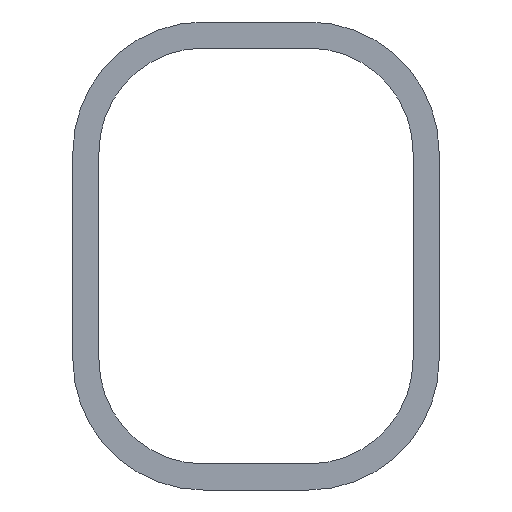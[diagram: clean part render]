
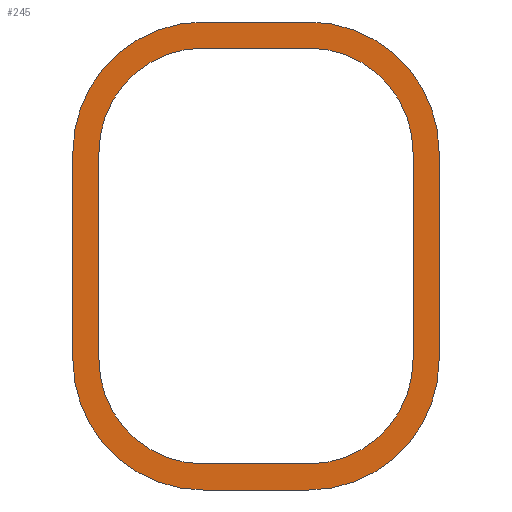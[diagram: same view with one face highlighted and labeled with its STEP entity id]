
A CAD part, front view. The second image highlights one B-rep face of the part: STEP entity #245.
In plain terms, the highlighted planar face has unit normal (0, -1, 0).
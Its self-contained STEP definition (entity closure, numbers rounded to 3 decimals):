
#84=CARTESIAN_POINT('',(70.25,-3.0,-39.75));
#85=VERTEX_POINT('',#84);
#92=CARTESIAN_POINT('',(20.25,-3.0,-89.75));
#93=VERTEX_POINT('',#92);
#94=CARTESIAN_POINT('',(20.25,-3.0,-39.75));
#95=DIRECTION('',(0.0,1.0,0.0));
#96=DIRECTION('',(0.707,0.0,-0.707));
#97=AXIS2_PLACEMENT_3D('',#94,#95,#96);
#98=CIRCLE('',#97,50.);
#99=EDGE_CURVE('',#85,#93,#98,.T.);
#110=CARTESIAN_POINT('',(0.0,-3.0,0.0));
#111=DIRECTION('',(0.0,1.0,0.0));
#112=DIRECTION('',(0.0,0.0,1.0));
#113=AXIS2_PLACEMENT_3D('',#110,#111,#112);
#114=PLANE('',#113);
#115=ORIENTED_EDGE('',*,*,#99,.F.);
#116=CARTESIAN_POINT('',(70.25,-3.0,39.75));
#117=VERTEX_POINT('',#116);
#118=CARTESIAN_POINT('',(70.25,-3.0,-39.75));
#119=DIRECTION('',(0.0,0.0,1.0));
#120=VECTOR('',#119,79.5);
#121=LINE('',#118,#120);
#122=EDGE_CURVE('',#85,#117,#121,.T.);
#123=ORIENTED_EDGE('',*,*,#122,.T.);
#124=CARTESIAN_POINT('',(20.25,-3.0,89.75));
#125=VERTEX_POINT('',#124);
#126=CARTESIAN_POINT('',(20.25,-3.0,39.75));
#127=DIRECTION('',(0.0,1.0,0.0));
#128=DIRECTION('',(0.707,0.0,0.707));
#129=AXIS2_PLACEMENT_3D('',#126,#127,#128);
#130=CIRCLE('',#129,50.);
#131=EDGE_CURVE('',#125,#117,#130,.T.);
#132=ORIENTED_EDGE('',*,*,#131,.F.);
#133=CARTESIAN_POINT('',(-20.25,-3.0,89.75));
#134=VERTEX_POINT('',#133);
#135=CARTESIAN_POINT('',(20.25,-3.0,89.75));
#136=DIRECTION('',(-1.0,0.0,0.0));
#137=VECTOR('',#136,40.5);
#138=LINE('',#135,#137);
#139=EDGE_CURVE('',#125,#134,#138,.T.);
#140=ORIENTED_EDGE('',*,*,#139,.T.);
#141=CARTESIAN_POINT('',(-70.25,-3.0,39.75));
#142=VERTEX_POINT('',#141);
#143=CARTESIAN_POINT('',(-20.25,-3.0,39.75));
#144=DIRECTION('',(0.0,1.0,0.0));
#145=DIRECTION('',(-0.707,0.0,0.707));
#146=AXIS2_PLACEMENT_3D('',#143,#144,#145);
#147=CIRCLE('',#146,50.);
#148=EDGE_CURVE('',#142,#134,#147,.T.);
#149=ORIENTED_EDGE('',*,*,#148,.F.);
#150=CARTESIAN_POINT('',(-70.25,-3.0,-39.75));
#151=VERTEX_POINT('',#150);
#152=CARTESIAN_POINT('',(-70.25,-3.0,39.75));
#153=DIRECTION('',(0.0,0.0,-1.0));
#154=VECTOR('',#153,79.5);
#155=LINE('',#152,#154);
#156=EDGE_CURVE('',#142,#151,#155,.T.);
#157=ORIENTED_EDGE('',*,*,#156,.T.);
#158=CARTESIAN_POINT('',(-20.25,-3.0,-89.75));
#159=VERTEX_POINT('',#158);
#160=CARTESIAN_POINT('',(-20.25,-3.0,-39.75));
#161=DIRECTION('',(0.0,1.0,0.0));
#162=DIRECTION('',(-0.707,0.0,-0.707));
#163=AXIS2_PLACEMENT_3D('',#160,#161,#162);
#164=CIRCLE('',#163,50.);
#165=EDGE_CURVE('',#159,#151,#164,.T.);
#166=ORIENTED_EDGE('',*,*,#165,.F.);
#167=CARTESIAN_POINT('',(-20.25,-3.0,-89.75));
#168=DIRECTION('',(1.0,0.0,0.0));
#169=VECTOR('',#168,40.5);
#170=LINE('',#167,#169);
#171=EDGE_CURVE('',#159,#93,#170,.T.);
#172=ORIENTED_EDGE('',*,*,#171,.T.);
#173=EDGE_LOOP('',(#115,#123,#132,#140,#149,#157,#166,#172));
#174=FACE_OUTER_BOUND('',#173,.T.);
#175=CARTESIAN_POINT('',(60.25,-3.0,39.75));
#176=VERTEX_POINT('',#175);
#177=CARTESIAN_POINT('',(60.25,-3.0,-39.75));
#178=VERTEX_POINT('',#177);
#179=CARTESIAN_POINT('',(60.25,-3.0,39.75));
#180=DIRECTION('',(0.0,0.0,-1.0));
#181=VECTOR('',#180,79.5);
#182=LINE('',#179,#181);
#183=EDGE_CURVE('',#176,#178,#182,.T.);
#184=ORIENTED_EDGE('',*,*,#183,.T.);
#185=CARTESIAN_POINT('',(20.25,-3.0,-79.75));
#186=VERTEX_POINT('',#185);
#187=CARTESIAN_POINT('',(20.25,-3.0,-39.75));
#188=DIRECTION('',(0.0,-1.0,0.0));
#189=DIRECTION('',(0.707,0.0,-0.707));
#190=AXIS2_PLACEMENT_3D('',#187,#188,#189);
#191=CIRCLE('',#190,40.);
#192=EDGE_CURVE('',#186,#178,#191,.T.);
#193=ORIENTED_EDGE('',*,*,#192,.F.);
#194=CARTESIAN_POINT('',(-20.25,-3.0,-79.75));
#195=VERTEX_POINT('',#194);
#196=CARTESIAN_POINT('',(20.25,-3.0,-79.75));
#197=DIRECTION('',(-1.0,0.0,0.0));
#198=VECTOR('',#197,40.5);
#199=LINE('',#196,#198);
#200=EDGE_CURVE('',#186,#195,#199,.T.);
#201=ORIENTED_EDGE('',*,*,#200,.T.);
#202=CARTESIAN_POINT('',(-60.25,-3.0,-39.75));
#203=VERTEX_POINT('',#202);
#204=CARTESIAN_POINT('',(-20.25,-3.0,-39.75));
#205=DIRECTION('',(0.0,-1.0,0.0));
#206=DIRECTION('',(-0.707,0.0,-0.707));
#207=AXIS2_PLACEMENT_3D('',#204,#205,#206);
#208=CIRCLE('',#207,40.);
#209=EDGE_CURVE('',#203,#195,#208,.T.);
#210=ORIENTED_EDGE('',*,*,#209,.F.);
#211=CARTESIAN_POINT('',(-60.25,-3.0,39.75));
#212=VERTEX_POINT('',#211);
#213=CARTESIAN_POINT('',(-60.25,-3.0,-39.75));
#214=DIRECTION('',(0.0,0.0,1.0));
#215=VECTOR('',#214,79.5);
#216=LINE('',#213,#215);
#217=EDGE_CURVE('',#203,#212,#216,.T.);
#218=ORIENTED_EDGE('',*,*,#217,.T.);
#219=CARTESIAN_POINT('',(-20.25,-3.0,79.75));
#220=VERTEX_POINT('',#219);
#221=CARTESIAN_POINT('',(-20.25,-3.0,39.75));
#222=DIRECTION('',(0.0,-1.0,0.0));
#223=DIRECTION('',(-0.707,0.0,0.707));
#224=AXIS2_PLACEMENT_3D('',#221,#222,#223);
#225=CIRCLE('',#224,40.);
#226=EDGE_CURVE('',#220,#212,#225,.T.);
#227=ORIENTED_EDGE('',*,*,#226,.F.);
#228=CARTESIAN_POINT('',(20.25,-3.0,79.75));
#229=VERTEX_POINT('',#228);
#230=CARTESIAN_POINT('',(-20.25,-3.0,79.75));
#231=DIRECTION('',(1.0,0.0,0.0));
#232=VECTOR('',#231,40.5);
#233=LINE('',#230,#232);
#234=EDGE_CURVE('',#220,#229,#233,.T.);
#235=ORIENTED_EDGE('',*,*,#234,.T.);
#236=CARTESIAN_POINT('',(20.25,-3.0,39.75));
#237=DIRECTION('',(0.0,-1.0,0.0));
#238=DIRECTION('',(0.707,0.0,0.707));
#239=AXIS2_PLACEMENT_3D('',#236,#237,#238);
#240=CIRCLE('',#239,40.);
#241=EDGE_CURVE('',#176,#229,#240,.T.);
#242=ORIENTED_EDGE('',*,*,#241,.F.);
#243=EDGE_LOOP('',(#184,#193,#201,#210,#218,#227,#235,#242));
#244=FACE_BOUND('',#243,.T.);
#245=ADVANCED_FACE('',(#174,#244),#114,.F.);
